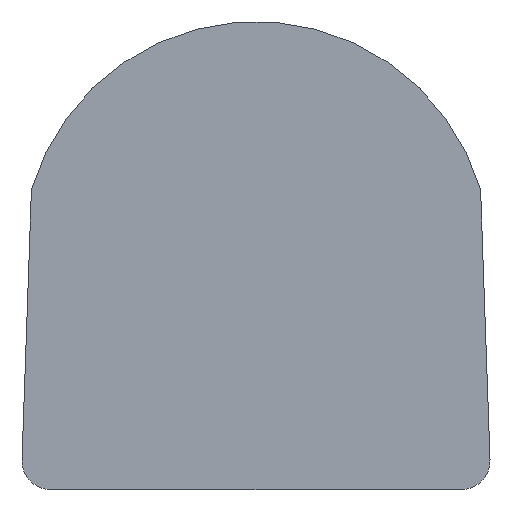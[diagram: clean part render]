
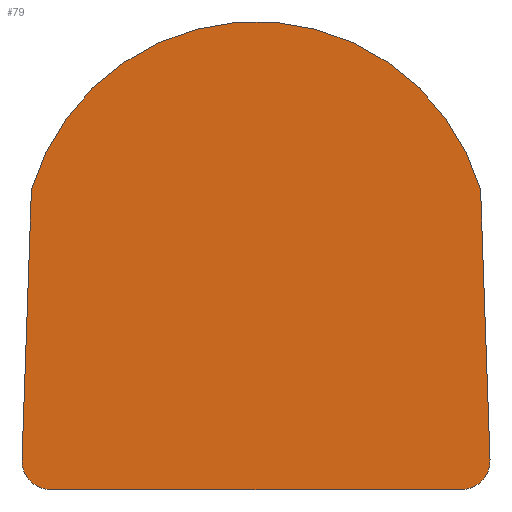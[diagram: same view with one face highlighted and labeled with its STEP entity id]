
A CAD part, top view. The second image highlights one B-rep face of the part: STEP entity #79.
In plain terms, the highlighted planar face has unit normal (0, 0, 1).
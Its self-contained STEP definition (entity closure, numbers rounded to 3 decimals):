
#41=PLANE('',#247);
#46=LINE('',#362,#60);
#50=LINE('',#371,#64);
#55=LINE('',#381,#69);
#60=VECTOR('',#268,1.);
#64=VECTOR('',#274,1.);
#69=VECTOR('',#281,1.);
#79=ADVANCED_FACE('',(#90),#41,.T.);
#90=FACE_OUTER_BOUND('',#100,.T.);
#100=EDGE_LOOP('',(#143,#144,#145,#146,#147,#148));
#104=CIRCLE('',#235,6.35);
#108=ELLIPSE('',#241,0.831,0.8);
#110=ELLIPSE('',#244,0.831,0.8);
#143=ORIENTED_EDGE('',*,*,#183,.F.);
#144=ORIENTED_EDGE('',*,*,#180,.F.);
#145=ORIENTED_EDGE('',*,*,#192,.F.);
#146=ORIENTED_EDGE('',*,*,#196,.T.);
#147=ORIENTED_EDGE('',*,*,#187,.F.);
#148=ORIENTED_EDGE('',*,*,#194,.T.);
#160=VERTEX_POINT('',#344);
#164=VERTEX_POINT('',#355);
#165=VERTEX_POINT('',#359);
#170=VERTEX_POINT('',#370);
#171=VERTEX_POINT('',#372);
#174=VERTEX_POINT('',#380);
#180=EDGE_CURVE('',#164,#160,#104,.T.);
#183=EDGE_CURVE('',#160,#165,#46,.T.);
#187=EDGE_CURVE('',#170,#171,#50,.T.);
#192=EDGE_CURVE('',#174,#164,#55,.T.);
#194=EDGE_CURVE('',#170,#165,#108,.T.);
#196=EDGE_CURVE('',#174,#171,#110,.T.);
#235=AXIS2_PLACEMENT_3D('',#356,#262,#263);
#241=AXIS2_PLACEMENT_3D('',#384,#286,#287);
#244=AXIS2_PLACEMENT_3D('',#387,#292,#293);
#247=AXIS2_PLACEMENT_3D('',#392,#300,#301);
#262=DIRECTION('',(0.,0.,-1.));
#263=DIRECTION('',(1.,0.,0.));
#268=DIRECTION('',(0.035,-0.999,0.));
#274=DIRECTION('',(-1.,0.,0.));
#281=DIRECTION('',(0.035,0.999,0.));
#286=DIRECTION('',(0.,0.,1.));
#287=DIRECTION('',(0.719,-0.695,0.));
#292=DIRECTION('',(0.,0.,1.));
#293=DIRECTION('',(-0.719,-0.695,0.));
#300=DIRECTION('',(0.,0.,1.));
#301=DIRECTION('',(1.,0.,0.));
#344=CARTESIAN_POINT('',(6.095,1.782,0.));
#355=CARTESIAN_POINT('',(-6.095,1.782,0.));
#356=CARTESIAN_POINT('',(0.,0.,0.));
#359=CARTESIAN_POINT('',(6.351,-5.537,0.));
#362=CARTESIAN_POINT('',(6.335,-5.079,0.));
#370=CARTESIAN_POINT('',(5.566,-6.35,0.));
#371=CARTESIAN_POINT('',(-6.35,-6.35,0.));
#372=CARTESIAN_POINT('',(-5.566,-6.35,0.));
#380=CARTESIAN_POINT('',(-6.351,-5.537,0.));
#381=CARTESIAN_POINT('',(-6.35,-5.522,0.));
#384=CARTESIAN_POINT('',(5.535,-5.535,0.));
#387=CARTESIAN_POINT('',(-5.535,-5.535,0.));
#392=CARTESIAN_POINT('',(0.,0.,0.));
